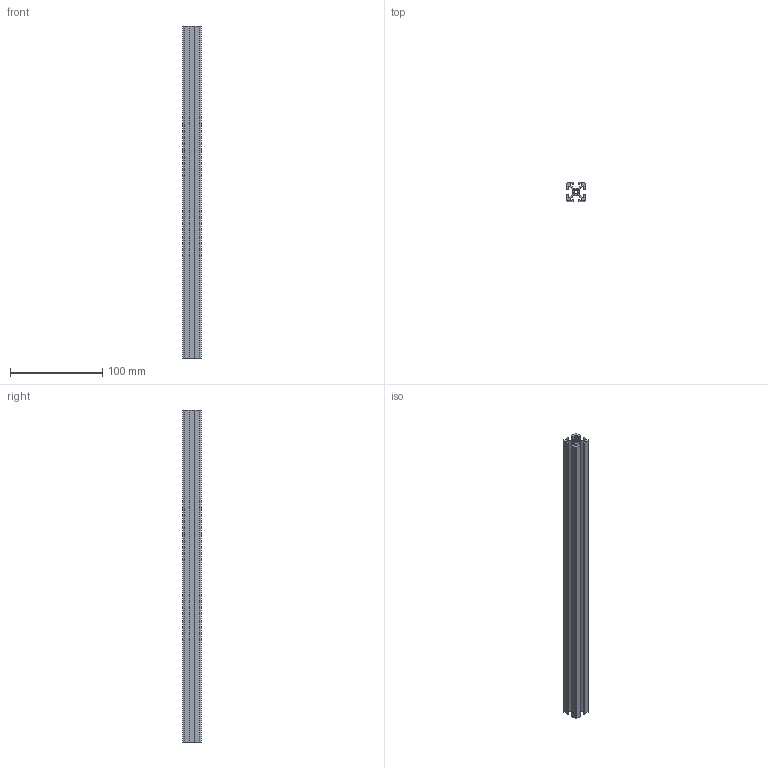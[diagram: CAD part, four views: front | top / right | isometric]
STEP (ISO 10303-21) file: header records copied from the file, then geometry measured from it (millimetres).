
FILE_DESCRIPTION (( 'STEP AP214' ), '1' );
FILE_NAME ('C5068223-DFEC-4871-8EED-DDE641009570.STEP', '2025-02-18T16:52:04', ( '' ), ( '' ), 'SwSTEP 2.0', 'SolidWorks 2022', '' );
FILE_SCHEMA (( 'AUTOMOTIVE_DESIGN' ));
Length unit declared in the file: millimetre
Products named in the file (1): C5068223-DFEC-4871-8EED-DDE641009570
Bounding box: 20 x 20 x 360 mm (x, y, z)
Volume: 57375.9 mm3; surface area: 65639.3 mm2
Topology: 1 solids, 1 shells, 109 faces, 321 edges, 214 vertices
Faces by surface type: cylinder 59, plane 50
Entity records: 3711 total; most frequent: DIRECTION 659, CARTESIAN_POINT 645, ORIENTED_EDGE 642, EDGE_CURVE 321, AXIS2_PLACEMENT_3D 228, VERTEX_POINT 214, LINE 203, VECTOR 203
